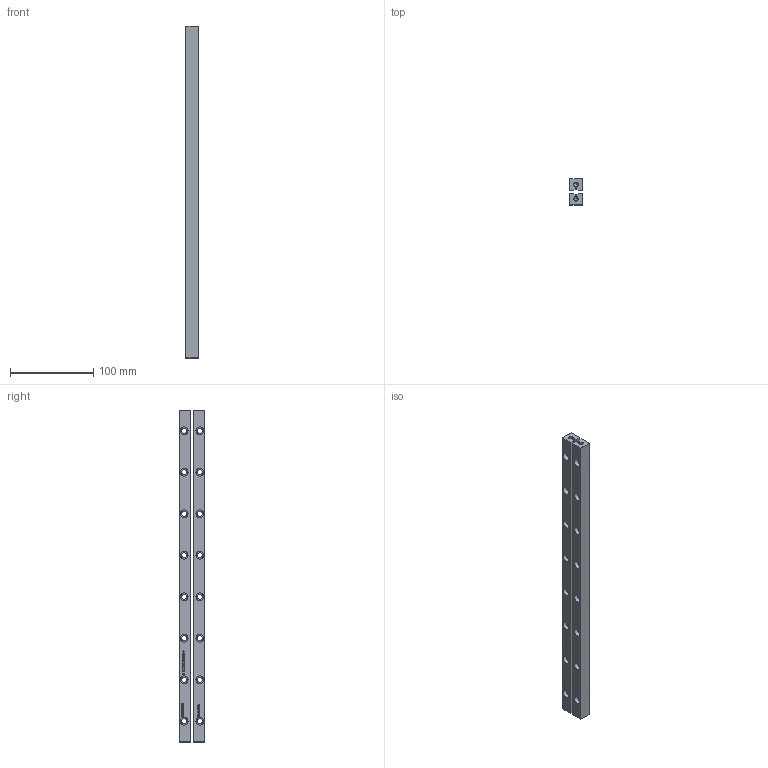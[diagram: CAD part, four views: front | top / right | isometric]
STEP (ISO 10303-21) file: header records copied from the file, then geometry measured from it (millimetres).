
FILE_DESCRIPTION(('FreeCAD Model'),'2;1');
FILE_NAME('R 6-400.step','2020-10-19T17:28:58',('Author'),(''), 'Open CASCADE STEP processor 6.8','FreeCAD','Unknown');
FILE_SCHEMA(('AUTOMOTIVE_DESIGN_CC2 { 1 2 10303 214 -1 1 5 4 }'));
Length unit declared in the file: millimetre
Products named in the file (2): ASSEMBLY; Schienenpaar
Assembly tree (1 placements, depth 2):
  ASSEMBLY
    Schienenpaar
Bounding box: 15 x 31 x 400 mm (x, y, z)
Volume: 147614.8 mm3; surface area: 55808.6 mm2
Topology: 2 solids, 2 shells, 706 faces, 1870 edges, 1224 vertices
Faces by surface type: extrusion 414, plane 230, cylinder 38, cone 24
Full cylindrical faces by diameter (mm): 5 x4, 6 x16, 9.5 x16
Entity records: 46423 total; most frequent: CARTESIAN_POINT 11623, DIRECTION 4992, VECTOR 4156, LINE 3742, ORIENTED_EDGE 3732, PCURVE 3732, DEFINITIONAL_REPRESENTATION 3732, B_SPLINE_CURVE_WITH_KNOTS 2102
